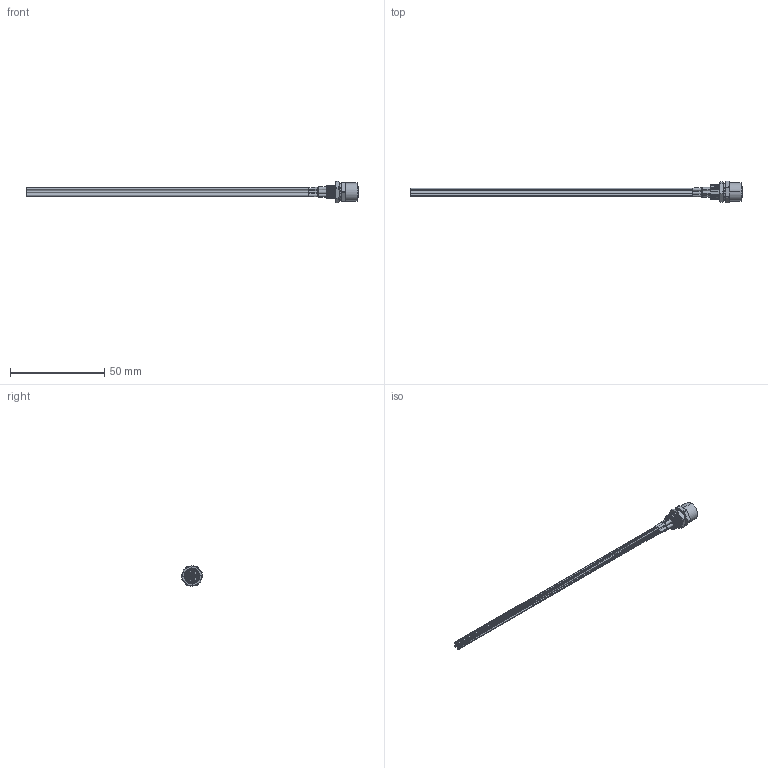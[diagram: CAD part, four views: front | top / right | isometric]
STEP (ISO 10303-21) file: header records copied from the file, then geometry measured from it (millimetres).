
FILE_DESCRIPTION (( 'STEP AP214' ), '1' );
FILE_NAME ('10-05451.STEP', '2023-09-28T19:16:40', ( '' ), ( '' ), 'SwSTEP 2.0', 'SolidWorks 2021', '' );
FILE_SCHEMA (( 'AUTOMOTIVE_DESIGN' ));
Length unit declared in the file: millimetre
Products named in the file (16): 30-01781_blunt cut; 30-01773_blunt cut; 54-00327-03___; 30-01776_blunt cut; 54-00327-02___; 10-05451; 54-00327-01___; 54-00327-07___; 30-02983_blunt cut; 54-00327-06___; 54-00327-05___; 30-01780_blunt cut; 54-00327-04___; 54-00327; Heat shrink; 30-01774_blunt cut
Assembly tree (24 placements, depth 3):
  10-05451
    54-00327
      54-00327-01___
      54-00327-02___
      54-00327-03___  x5
      54-00327-04___
      54-00327-05___
      54-00327-06___
      54-00327-07___
    Heat shrink  x6
    30-01781_blunt cut
    30-01774_blunt cut
    30-01776_blunt cut
    30-01773_blunt cut
    30-01780_blunt cut
    30-02983_blunt cut
Bounding box: 176.2 x 11.3 x 11.23 mm (x, y, z)
Volume: 1860.5 mm3; surface area: 17135.4 mm2
Topology: 173 solids, 173 shells, 1454 faces, 3197 edges, 2087 vertices
Faces by surface type: cylinder 828, plane 442, bspline 85, cone 64, torus 35
Entity records: 67786 total; most frequent: CARTESIAN_POINT 29883, DIRECTION 6411, ORIENTED_EDGE 5574, EDGE_CURVE 2787, AXIS2_PLACEMENT_3D 2733, VERTEX_POINT 1843, EDGE_LOOP 1620, CIRCLE 1484
